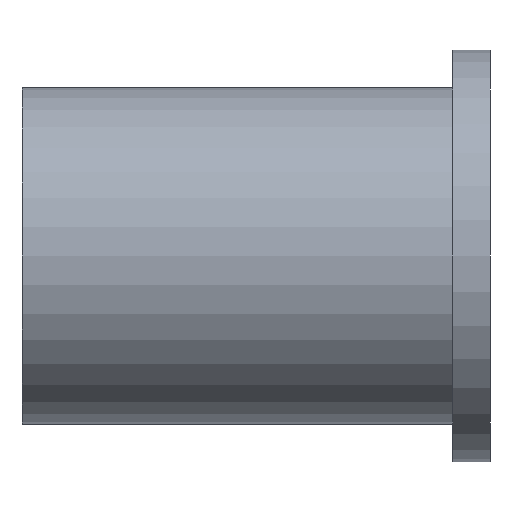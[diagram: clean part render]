
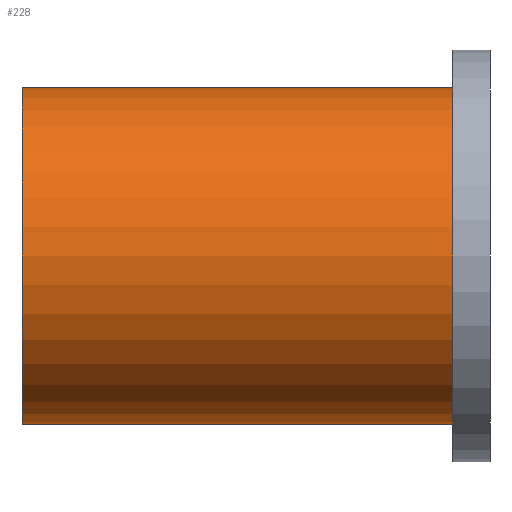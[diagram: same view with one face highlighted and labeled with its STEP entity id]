
A CAD part, left-side view. The second image highlights one B-rep face of the part: STEP entity #228.
In plain terms, the highlighted cylindrical face has radius 9 mm (diameter 18 mm), a partial arc.
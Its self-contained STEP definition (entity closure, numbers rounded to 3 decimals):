
#6 = CIRCLE ( 'NONE', #251, 9. ) ;
#12 = CARTESIAN_POINT ( 'NONE',  ( 0., 25., -9. ) ) ;
#20 = CIRCLE ( 'NONE', #218, 9. ) ;
#23 = DIRECTION ( 'NONE',  ( 0., 0., 1. ) ) ;
#31 = VERTEX_POINT ( 'NONE', #363 ) ;
#41 = LINE ( 'NONE', #12, #334 ) ;
#54 = CARTESIAN_POINT ( 'NONE',  ( 0., 2., 9. ) ) ;
#58 = CYLINDRICAL_SURFACE ( 'NONE', #154, 9. ) ;
#80 = DIRECTION ( 'NONE',  ( 0., -1., 0. ) ) ;
#104 = DIRECTION ( 'NONE',  ( 0., -1., 0. ) ) ;
#122 = DIRECTION ( 'NONE',  ( 0., 1., 0. ) ) ;
#126 = ORIENTED_EDGE ( 'NONE', *, *, #370, .F. ) ;
#137 = VERTEX_POINT ( 'NONE', #281 ) ;
#148 = EDGE_CURVE ( 'NONE', #137, #329, #41, .T. ) ;
#149 = DIRECTION ( 'NONE',  ( 0., 1., 0. ) ) ;
#153 = ORIENTED_EDGE ( 'NONE', *, *, #148, .T. ) ;
#154 = AXIS2_PLACEMENT_3D ( 'NONE', #292, #255, #345 ) ;
#214 = CARTESIAN_POINT ( 'NONE',  ( 0., 25., 0. ) ) ;
#218 = AXIS2_PLACEMENT_3D ( 'NONE', #214, #149, #23 ) ;
#226 = ORIENTED_EDGE ( 'NONE', *, *, #260, .T. ) ;
#227 = VECTOR ( 'NONE', #104, 1000. ) ;
#228 = ADVANCED_FACE ( 'NONE', ( #350 ), #58, .T. ) ;
#238 = CARTESIAN_POINT ( 'NONE',  ( 0., 25., 9. ) ) ;
#251 = AXIS2_PLACEMENT_3D ( 'NONE', #373, #122, #318 ) ;
#255 = DIRECTION ( 'NONE',  ( 0., -1., 0. ) ) ;
#257 = CARTESIAN_POINT ( 'NONE',  ( 0., 2., -9. ) ) ;
#260 = EDGE_CURVE ( 'NONE', #329, #317, #6, .T. ) ;
#281 = CARTESIAN_POINT ( 'NONE',  ( 0., 25., -9. ) ) ;
#292 = CARTESIAN_POINT ( 'NONE',  ( 0., 25., 0. ) ) ;
#317 = VERTEX_POINT ( 'NONE', #54 ) ;
#318 = DIRECTION ( 'NONE',  ( 0., 0., 1. ) ) ;
#329 = VERTEX_POINT ( 'NONE', #257 ) ;
#334 = VECTOR ( 'NONE', #80, 1000. ) ;
#345 = DIRECTION ( 'NONE',  ( 0., 0., -1. ) ) ;
#350 = FACE_OUTER_BOUND ( 'NONE', #428, .T. ) ;
#363 = CARTESIAN_POINT ( 'NONE',  ( 0., 25., 9. ) ) ;
#370 = EDGE_CURVE ( 'NONE', #137, #31, #20, .T. ) ;
#373 = CARTESIAN_POINT ( 'NONE',  ( 0., 2., 0. ) ) ;
#380 = LINE ( 'NONE', #238, #227 ) ;
#381 = ORIENTED_EDGE ( 'NONE', *, *, #419, .F. ) ;
#419 = EDGE_CURVE ( 'NONE', #31, #317, #380, .T. ) ;
#428 = EDGE_LOOP ( 'NONE', ( #381, #126, #153, #226 ) ) ;
